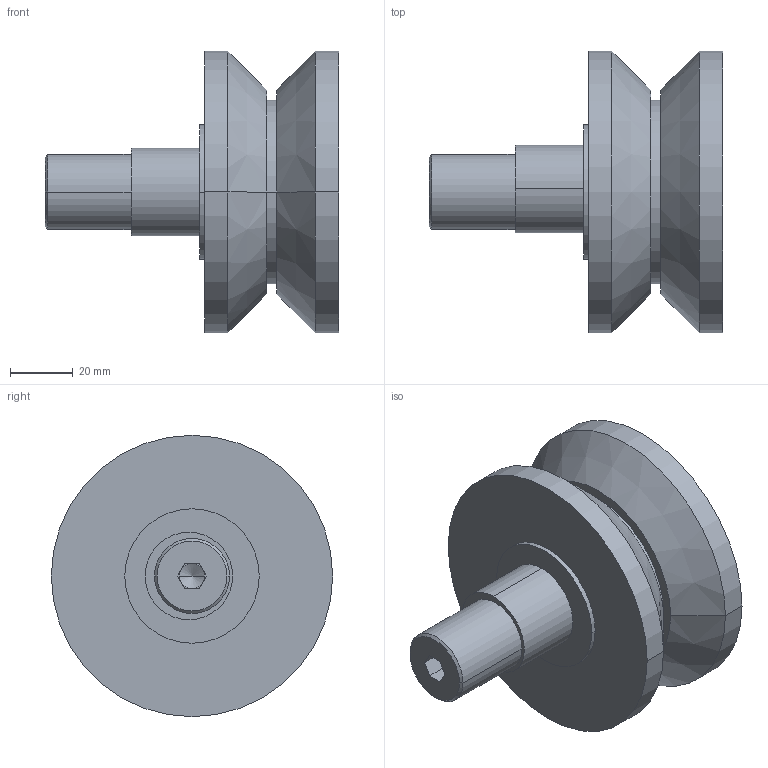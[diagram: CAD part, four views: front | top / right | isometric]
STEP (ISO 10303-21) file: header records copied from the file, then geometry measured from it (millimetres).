
FILE_DESCRIPTION(('STEP AP214'),'1');
FILE_NAME('hpve62-1.stp','2015-08-13T12:05:18',('TraceParts'),('TraceParts S.A.'),'Spatial InterOp 3D',' ',' ');
FILE_SCHEMA(('automotive_design'));
Length unit declared in the file: millimetre
Products named in the file (1): 1
Bounding box: 94 x 90 x 90 mm (x, y, z)
Volume: 249411.1 mm3; surface area: 31822.8 mm2
Topology: 1 solids, 1 shells, 36 faces, 76 edges, 47 vertices
Faces by surface type: cylinder 14, plane 14, cone 8
Entity records: 971 total; most frequent: DIRECTION 182, CARTESIAN_POINT 158, ORIENTED_EDGE 148, EDGE_CURVE 74, AXIS2_PLACEMENT_3D 71, VERTEX_POINT 47, EDGE_LOOP 43, LINE 40
